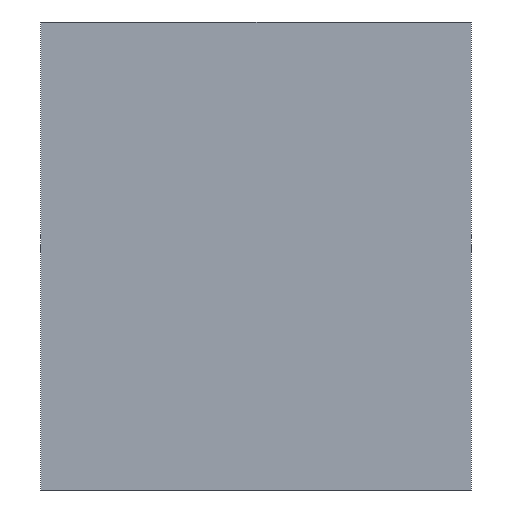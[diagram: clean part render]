
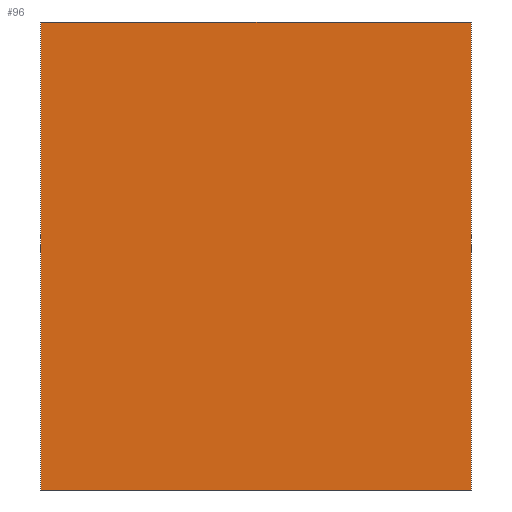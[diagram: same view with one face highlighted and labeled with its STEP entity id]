
A CAD part, left-side view. The second image highlights one B-rep face of the part: STEP entity #96.
In plain terms, the highlighted planar face has unit normal (-1, 0, 0).
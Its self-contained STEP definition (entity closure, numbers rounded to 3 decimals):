
#96=ADVANCED_FACE('0:594',(#180),#181,.F.);
#180=FACE_OUTER_BOUND('',#251,.T.);
#181=PLANE('',#252);
#251=EDGE_LOOP('',(#397,#398,#399,#400));
#252=AXIS2_PLACEMENT_3D('',#401,#402,#403);
#397=ORIENTED_EDGE('',*,*,#482,.F.);
#398=ORIENTED_EDGE('',*,*,#489,.F.);
#399=ORIENTED_EDGE('',*,*,#497,.T.);
#400=ORIENTED_EDGE('',*,*,#494,.T.);
#401=CARTESIAN_POINT('',(30.0,95.0,108.75));
#402=DIRECTION('',(1.0,0.0,0.0));
#403=DIRECTION('',(0.0,1.0,-0.0));
#482=EDGE_CURVE('0:711',#573,#574,#575,.T.);
#489=EDGE_CURVE('0:729',#584,#573,#586,.T.);
#494=EDGE_CURVE('0:738',#592,#574,#593,.T.);
#497=EDGE_CURVE('0:744',#584,#592,#596,.T.);
#573=VERTEX_POINT('',#698);
#574=VERTEX_POINT('',#699);
#575=LINE('',#700,#701);
#584=VERTEX_POINT('',#714);
#586=LINE('',#717,#718);
#592=VERTEX_POINT('',#726);
#593=LINE('',#727,#728);
#596=LINE('',#732,#733);
#698=CARTESIAN_POINT('',(30.0,-95.0,212.0));
#699=CARTESIAN_POINT('',(30.0,-95.0,5.5));
#700=CARTESIAN_POINT('',(30.0,-95.0,108.75));
#701=VECTOR('',#793,0.);
#714=CARTESIAN_POINT('',(30.0,95.0,212.0));
#717=CARTESIAN_POINT('',(30.0,0.0,212.0));
#718=VECTOR('',#799,0.);
#726=CARTESIAN_POINT('',(30.0,95.0,5.5));
#727=CARTESIAN_POINT('',(30.0,0.,5.5));
#728=VECTOR('',#802,0.);
#732=CARTESIAN_POINT('',(30.0,95.0,108.75));
#733=VECTOR('',#804,0.);
#793=DIRECTION('',(0.0,0.0,-1.0));
#799=DIRECTION('',(0.0,-1.0,0.0));
#802=DIRECTION('',(0.0,-1.0,0.0));
#804=DIRECTION('',(0.0,0.0,-1.0));
